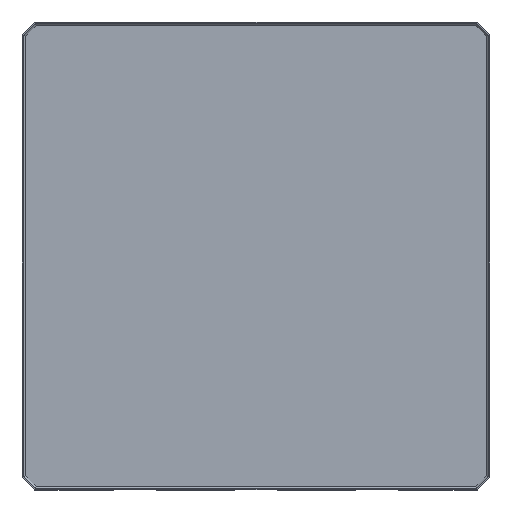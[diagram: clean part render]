
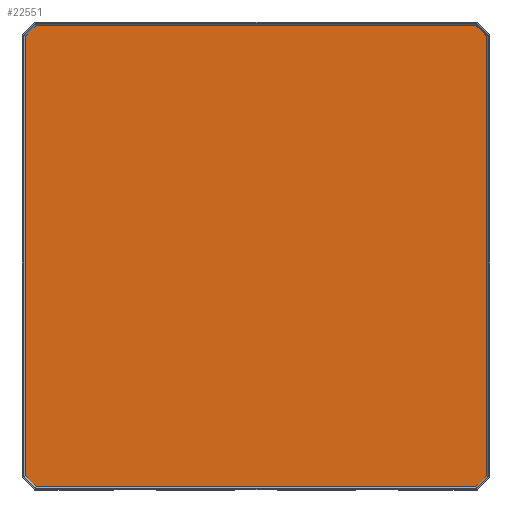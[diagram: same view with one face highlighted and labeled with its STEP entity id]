
A CAD part, top view. The second image highlights one B-rep face of the part: STEP entity #22551.
In plain terms, the highlighted planar face has unit normal (0, 0, 1).
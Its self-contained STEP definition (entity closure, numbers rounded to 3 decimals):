
#125=FACE_OUTER_BOUND('',#1420,.T.);
#1420=EDGE_LOOP('',(#15061,#15062,#15063,#15064,#15065,#15066,#15067,#15068));
#2906=LINE('',#31484,#6206);
#2907=LINE('',#31486,#6207);
#2908=LINE('',#31488,#6208);
#2909=LINE('',#31490,#6209);
#2910=LINE('',#31492,#6210);
#2911=LINE('',#31494,#6211);
#2912=LINE('',#31496,#6212);
#2913=LINE('',#31497,#6213);
#6206=VECTOR('',#25507,10.);
#6207=VECTOR('',#25508,10.);
#6208=VECTOR('',#25509,10.);
#6209=VECTOR('',#25510,10.);
#6210=VECTOR('',#25511,10.);
#6211=VECTOR('',#25512,10.);
#6212=VECTOR('',#25513,10.);
#6213=VECTOR('',#25514,10.);
#9417=VERTEX_POINT('',#31482);
#9418=VERTEX_POINT('',#31483);
#9419=VERTEX_POINT('',#31485);
#9420=VERTEX_POINT('',#31487);
#9421=VERTEX_POINT('',#31489);
#9422=VERTEX_POINT('',#31491);
#9423=VERTEX_POINT('',#31493);
#9424=VERTEX_POINT('',#31495);
#11530=EDGE_CURVE('',#9417,#9418,#2906,.T.);
#11531=EDGE_CURVE('',#9419,#9417,#2907,.T.);
#11532=EDGE_CURVE('',#9420,#9419,#2908,.T.);
#11533=EDGE_CURVE('',#9421,#9420,#2909,.T.);
#11534=EDGE_CURVE('',#9422,#9421,#2910,.T.);
#11535=EDGE_CURVE('',#9423,#9422,#2911,.T.);
#11536=EDGE_CURVE('',#9424,#9423,#2912,.T.);
#11537=EDGE_CURVE('',#9418,#9424,#2913,.T.);
#15061=ORIENTED_EDGE('',*,*,#11530,.F.);
#15062=ORIENTED_EDGE('',*,*,#11531,.F.);
#15063=ORIENTED_EDGE('',*,*,#11532,.F.);
#15064=ORIENTED_EDGE('',*,*,#11533,.F.);
#15065=ORIENTED_EDGE('',*,*,#11534,.F.);
#15066=ORIENTED_EDGE('',*,*,#11535,.F.);
#15067=ORIENTED_EDGE('',*,*,#11536,.F.);
#15068=ORIENTED_EDGE('',*,*,#11537,.F.);
#21256=PLANE('',#23848);
#22551=ADVANCED_FACE('',(#125),#21256,.T.);
#23848=AXIS2_PLACEMENT_3D('',#31481,#25505,#25506);
#25505=DIRECTION('center_axis',(0.,0.,1.));
#25506=DIRECTION('ref_axis',(1.,0.,0.));
#25507=DIRECTION('',(0.707,0.707,0.));
#25508=DIRECTION('',(0.,1.,0.));
#25509=DIRECTION('',(-0.707,0.707,0.));
#25510=DIRECTION('',(-1.,0.,0.));
#25511=DIRECTION('',(-0.707,-0.707,0.));
#25512=DIRECTION('',(0.,-1.,0.));
#25513=DIRECTION('',(0.707,-0.707,0.));
#25514=DIRECTION('',(1.,0.,0.));
#31481=CARTESIAN_POINT('Origin',(75.,75.,4.2));
#31482=CARTESIAN_POINT('',(-20.1,165.648,4.2));
#31483=CARTESIAN_POINT('',(-15.648,170.1,4.2));
#31484=CARTESIAN_POINT('',(-16.556,169.192,4.2));
#31485=CARTESIAN_POINT('',(-20.1,-15.648,4.2));
#31486=CARTESIAN_POINT('',(-20.1,120.614,4.2));
#31487=CARTESIAN_POINT('',(-15.648,-20.1,4.2));
#31488=CARTESIAN_POINT('',(-19.192,-16.556,4.2));
#31489=CARTESIAN_POINT('',(165.648,-20.1,4.2));
#31490=CARTESIAN_POINT('',(29.386,-20.1,4.2));
#31491=CARTESIAN_POINT('',(170.1,-15.648,4.2));
#31492=CARTESIAN_POINT('',(166.556,-19.192,4.2));
#31493=CARTESIAN_POINT('',(170.1,165.648,4.2));
#31494=CARTESIAN_POINT('',(170.1,29.386,4.2));
#31495=CARTESIAN_POINT('',(165.648,170.1,4.2));
#31496=CARTESIAN_POINT('',(169.192,166.556,4.2));
#31497=CARTESIAN_POINT('',(120.614,170.1,4.2));
